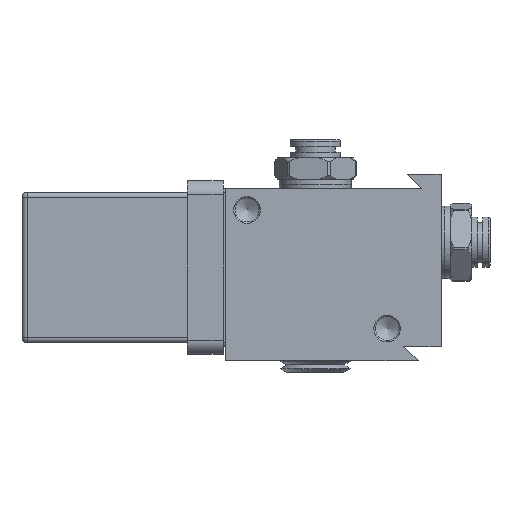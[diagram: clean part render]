
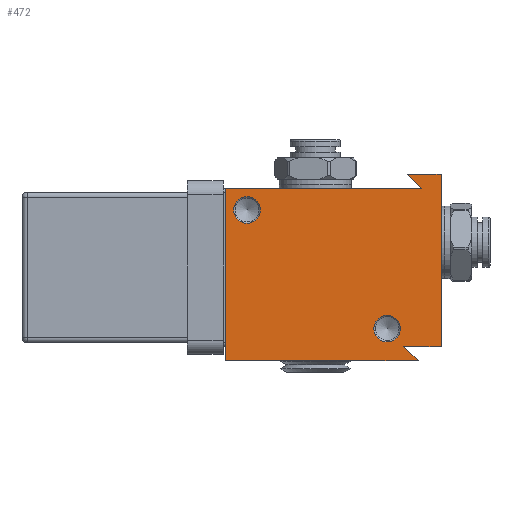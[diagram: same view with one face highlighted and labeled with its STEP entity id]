
A CAD part, front view. The second image highlights one B-rep face of the part: STEP entity #472.
In plain terms, the highlighted planar face has unit normal (0, -1, 0).
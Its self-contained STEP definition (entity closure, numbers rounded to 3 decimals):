
#262=CARTESIAN_POINT('',(0.0,0.,-26.0));
#263=VERTEX_POINT('',#262);
#264=CARTESIAN_POINT('',(0.0,0.,-2.));
#265=VERTEX_POINT('',#264);
#266=CARTESIAN_POINT('',(0.0,0.,-26.0));
#267=DIRECTION('',(0.0,0.0,1.0));
#268=VECTOR('',#267,24.0);
#269=LINE('',#266,#268);
#270=EDGE_CURVE('',#263,#265,#269,.T.);
#305=CARTESIAN_POINT('',(25.3,0.0,0.));
#306=VERTEX_POINT('',#305);
#313=CARTESIAN_POINT('',(30.0,0.0,0.));
#314=VERTEX_POINT('',#313);
#315=CARTESIAN_POINT('',(25.3,0.0,0.));
#316=DIRECTION('',(1.0,0.0,0.0));
#317=VECTOR('',#316,4.7);
#318=LINE('',#315,#317);
#319=EDGE_CURVE('',#306,#314,#318,.T.);
#335=CARTESIAN_POINT('',(30.0,0.,-24.0));
#336=VERTEX_POINT('',#335);
#337=CARTESIAN_POINT('',(30.0,0.0,0.));
#338=DIRECTION('',(0.0,0.0,-1.0));
#339=VECTOR('',#338,24.);
#340=LINE('',#337,#339);
#341=EDGE_CURVE('',#314,#336,#340,.T.);
#371=CARTESIAN_POINT('',(26.8,0.,-26.0));
#372=VERTEX_POINT('',#371);
#379=CARTESIAN_POINT('',(26.8,0.,-26.0));
#380=DIRECTION('',(-1.0,0.0,0.0));
#381=VECTOR('',#380,26.8);
#382=LINE('',#379,#381);
#383=EDGE_CURVE('',#372,#263,#382,.T.);
#411=CARTESIAN_POINT('',(0.0,0.,-26.0));
#412=DIRECTION('',(0.0,-1.0,0.0));
#413=DIRECTION('',(0.0,0.0,-1.0));
#414=AXIS2_PLACEMENT_3D('',#411,#412,#413);
#415=PLANE('',#414);
#416=CARTESIAN_POINT('',(27.3,0.,-2.));
#417=VERTEX_POINT('',#416);
#418=CARTESIAN_POINT('',(27.3,0.,-2.));
#419=DIRECTION('',(-1.0,0.0,0.0));
#420=VECTOR('',#419,27.3);
#421=LINE('',#418,#420);
#422=EDGE_CURVE('',#417,#265,#421,.T.);
#423=ORIENTED_EDGE('',*,*,#422,.T.);
#424=ORIENTED_EDGE('',*,*,#270,.F.);
#425=ORIENTED_EDGE('',*,*,#383,.F.);
#426=CARTESIAN_POINT('',(24.8,0.,-24.0));
#427=VERTEX_POINT('',#426);
#428=CARTESIAN_POINT('',(26.8,0.,-26.0));
#429=DIRECTION('',(-0.707,0.,0.707));
#430=VECTOR('',#429,2.828);
#431=LINE('',#428,#430);
#432=EDGE_CURVE('',#372,#427,#431,.T.);
#433=ORIENTED_EDGE('',*,*,#432,.T.);
#434=CARTESIAN_POINT('',(24.8,0.,-24.0));
#435=DIRECTION('',(1.0,0.0,0.0));
#436=VECTOR('',#435,5.2);
#437=LINE('',#434,#436);
#438=EDGE_CURVE('',#427,#336,#437,.T.);
#439=ORIENTED_EDGE('',*,*,#438,.T.);
#440=ORIENTED_EDGE('',*,*,#341,.F.);
#441=ORIENTED_EDGE('',*,*,#319,.F.);
#442=CARTESIAN_POINT('',(25.3,0.,0.));
#443=DIRECTION('',(0.707,0.,-0.707));
#444=VECTOR('',#443,2.828);
#445=LINE('',#442,#444);
#446=EDGE_CURVE('',#306,#417,#445,.T.);
#447=ORIENTED_EDGE('',*,*,#446,.T.);
#448=EDGE_LOOP('',(#423,#424,#425,#433,#439,#440,#441,#447));
#449=FACE_OUTER_BOUND('',#448,.T.);
#450=CARTESIAN_POINT('',(1.15,0.,-5.));
#451=VERTEX_POINT('',#450);
#452=CARTESIAN_POINT('',(3.,0.,-5.));
#453=DIRECTION('',(0.0,-1.0,0.0));
#454=DIRECTION('',(-1.0,0.0,0.0));
#455=AXIS2_PLACEMENT_3D('',#452,#453,#454);
#456=CIRCLE('',#455,1.85);
#457=EDGE_CURVE('',#451,#451,#456,.F.);
#458=ORIENTED_EDGE('',*,*,#457,.T.);
#459=EDGE_LOOP('',(#458));
#460=FACE_BOUND('',#459,.T.);
#461=CARTESIAN_POINT('',(20.65,0.,-21.5));
#462=VERTEX_POINT('',#461);
#463=CARTESIAN_POINT('',(22.5,0.,-21.5));
#464=DIRECTION('',(0.0,-1.0,0.0));
#465=DIRECTION('',(-1.0,0.0,0.0));
#466=AXIS2_PLACEMENT_3D('',#463,#464,#465);
#467=CIRCLE('',#466,1.85);
#468=EDGE_CURVE('',#462,#462,#467,.F.);
#469=ORIENTED_EDGE('',*,*,#468,.T.);
#470=EDGE_LOOP('',(#469));
#471=FACE_BOUND('',#470,.T.);
#472=ADVANCED_FACE('',(#449,#460,#471),#415,.T.);
